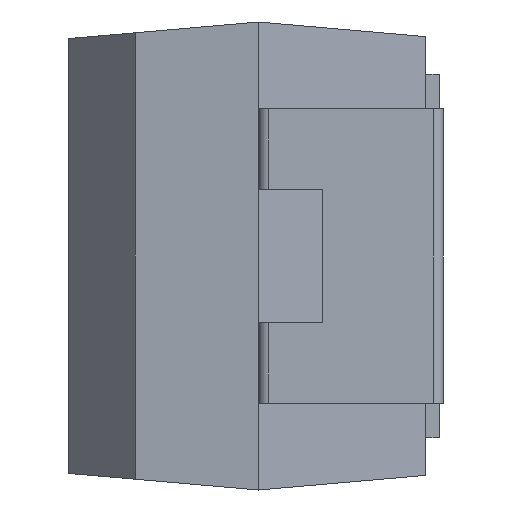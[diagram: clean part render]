
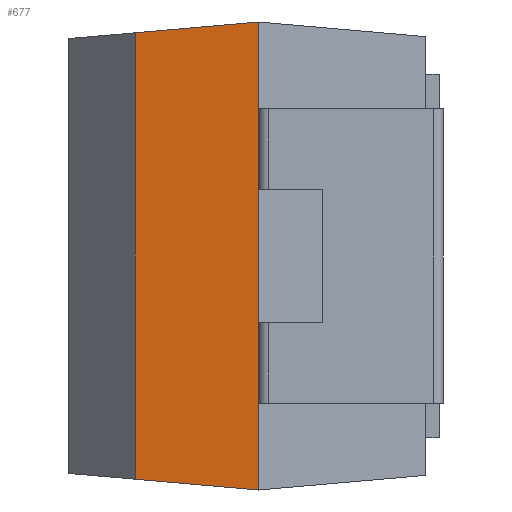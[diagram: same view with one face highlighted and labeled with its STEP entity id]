
A CAD part, left-side view. The second image highlights one B-rep face of the part: STEP entity #677.
In plain terms, the highlighted face is planar.
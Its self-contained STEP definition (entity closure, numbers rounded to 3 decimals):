
#18 = LINE ( 'NONE', #609, #319 ) ;
#52 = DIRECTION ( 'NONE',  ( 0., 0., 1. ) ) ;
#63 = EDGE_CURVE ( 'NONE', #1225, #1058, #307, .T. ) ;
#112 = PLANE ( 'NONE',  #270 ) ;
#113 = VERTEX_POINT ( 'NONE', #1015 ) ;
#124 = EDGE_CURVE ( 'NONE', #941, #1058, #847, .T. ) ;
#194 = DIRECTION ( 'NONE',  ( 0.087, -0.992, 0.087 ) ) ;
#229 = DIRECTION ( 'NONE',  ( 0.996, 0.087, 0. ) ) ;
#270 = AXIS2_PLACEMENT_3D ( 'NONE', #879, #229, #993 ) ;
#305 = FACE_OUTER_BOUND ( 'NONE', #1459, .T. ) ;
#307 = LINE ( 'NONE', #973, #867 ) ;
#319 = VECTOR ( 'NONE', #52, 1000. ) ;
#356 = EDGE_CURVE ( 'NONE', #113, #941, #370, .T. ) ;
#370 = LINE ( 'NONE', #736, #1370 ) ;
#445 = ORIENTED_EDGE ( 'NONE', *, *, #124, .T. ) ;
#477 = VECTOR ( 'NONE', #1141, 1000. ) ;
#497 = ORIENTED_EDGE ( 'NONE', *, *, #63, .F. ) ;
#609 = CARTESIAN_POINT ( 'NONE',  ( 2.939, 0.922, 1.626 ) ) ;
#677 = ADVANCED_FACE ( 'NONE', ( #305 ), #112, .T. ) ;
#736 = CARTESIAN_POINT ( 'NONE',  ( 3.02, 0., 1.75 ) ) ;
#847 = LINE ( 'NONE', #892, #477 ) ;
#867 = VECTOR ( 'NONE', #981, 1000. ) ;
#879 = CARTESIAN_POINT ( 'NONE',  ( 3.02, 0., 1.75 ) ) ;
#892 = CARTESIAN_POINT ( 'NONE',  ( 3.02, 0., 1.75 ) ) ;
#922 = EDGE_CURVE ( 'NONE', #1225, #113, #18, .T. ) ;
#941 = VERTEX_POINT ( 'NONE', #1217 ) ;
#973 = CARTESIAN_POINT ( 'NONE',  ( 3.02, 0., -1.75 ) ) ;
#981 = DIRECTION ( 'NONE',  ( 0.087, -0.992, -0.087 ) ) ;
#993 = DIRECTION ( 'NONE',  ( -0.087, 0.996, 0. ) ) ;
#1000 = ORIENTED_EDGE ( 'NONE', *, *, #922, .T. ) ;
#1015 = CARTESIAN_POINT ( 'NONE',  ( 2.939, 0.922, 1.669 ) ) ;
#1058 = VERTEX_POINT ( 'NONE', #1273 ) ;
#1141 = DIRECTION ( 'NONE',  ( 0., 0., -1. ) ) ;
#1210 = ORIENTED_EDGE ( 'NONE', *, *, #356, .T. ) ;
#1215 = CARTESIAN_POINT ( 'NONE',  ( 2.939, 0.922, -1.669 ) ) ;
#1217 = CARTESIAN_POINT ( 'NONE',  ( 3.02, 0., 1.75 ) ) ;
#1225 = VERTEX_POINT ( 'NONE', #1215 ) ;
#1273 = CARTESIAN_POINT ( 'NONE',  ( 3.02, 0., -1.75 ) ) ;
#1370 = VECTOR ( 'NONE', #194, 1000. ) ;
#1459 = EDGE_LOOP ( 'NONE', ( #497, #1000, #1210, #445 ) ) ;
